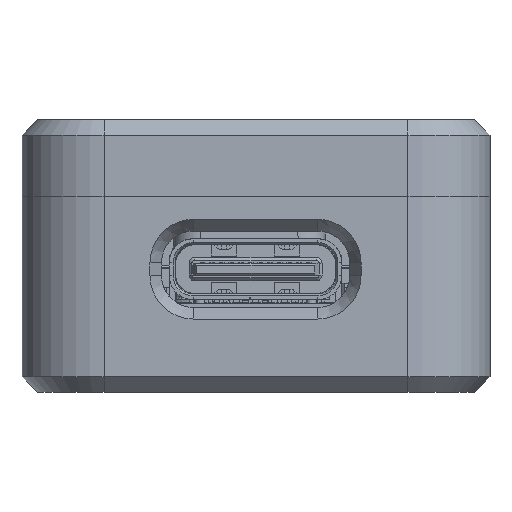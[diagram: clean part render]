
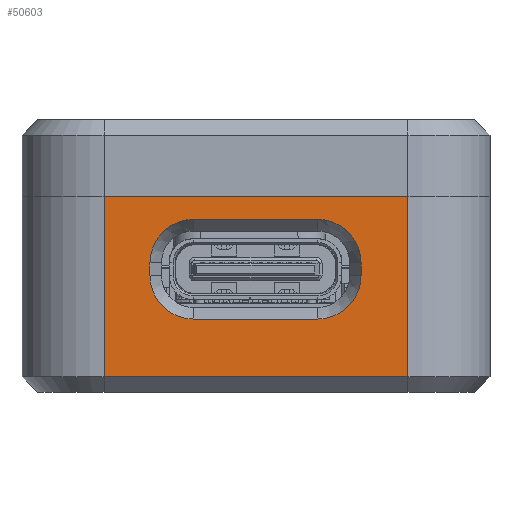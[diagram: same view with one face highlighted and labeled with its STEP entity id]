
A CAD part, front view. The second image highlights one B-rep face of the part: STEP entity #50603.
In plain terms, the highlighted planar face has unit normal (0, -1, 0).
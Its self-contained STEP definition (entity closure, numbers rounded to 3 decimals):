
#1240=CIRCLE('',#54895,2.25);
#1241=CIRCLE('',#54896,2.25);
#1242=CIRCLE('',#54897,2.25);
#1243=CIRCLE('',#54898,2.25);
#3532=FACE_BOUND('',#9248,.T.);
#6270=FACE_OUTER_BOUND('',#9247,.T.);
#9247=EDGE_LOOP('',(#45213,#45214,#45215,#45216));
#9248=EDGE_LOOP('',(#45217,#45218,#45219,#45220,#45221,#45222,#45223,#45224));
#14855=LINE('',#84224,#20541);
#14859=LINE('',#84236,#20545);
#14860=LINE('',#84238,#20546);
#14861=LINE('',#84239,#20547);
#14862=LINE('',#84242,#20548);
#14863=LINE('',#84246,#20549);
#14864=LINE('',#84250,#20550);
#14865=LINE('',#84254,#20551);
#20541=VECTOR('',#68270,10.);
#20545=VECTOR('',#68284,10.);
#20546=VECTOR('',#68285,10.);
#20547=VECTOR('',#68286,10.);
#20548=VECTOR('',#68287,10.);
#20549=VECTOR('',#68290,10.);
#20550=VECTOR('',#68293,10.);
#20551=VECTOR('',#68296,10.);
#24985=VERTEX_POINT('',#84214);
#24987=VERTEX_POINT('',#84220);
#24991=VERTEX_POINT('',#84235);
#24992=VERTEX_POINT('',#84237);
#24993=VERTEX_POINT('',#84240);
#24994=VERTEX_POINT('',#84241);
#24995=VERTEX_POINT('',#84243);
#24996=VERTEX_POINT('',#84245);
#24997=VERTEX_POINT('',#84247);
#24998=VERTEX_POINT('',#84249);
#24999=VERTEX_POINT('',#84251);
#25000=VERTEX_POINT('',#84253);
#31754=EDGE_CURVE('',#24985,#24987,#14855,.T.);
#31760=EDGE_CURVE('',#24985,#24991,#14859,.T.);
#31761=EDGE_CURVE('',#24991,#24992,#14860,.F.);
#31762=EDGE_CURVE('',#24987,#24992,#14861,.T.);
#31763=EDGE_CURVE('',#24993,#24994,#14862,.T.);
#31764=EDGE_CURVE('',#24995,#24993,#1240,.T.);
#31765=EDGE_CURVE('',#24996,#24995,#14863,.T.);
#31766=EDGE_CURVE('',#24997,#24996,#1241,.T.);
#31767=EDGE_CURVE('',#24998,#24997,#14864,.T.);
#31768=EDGE_CURVE('',#24999,#24998,#1242,.T.);
#31769=EDGE_CURVE('',#25000,#24999,#14865,.T.);
#31770=EDGE_CURVE('',#24994,#25000,#1243,.T.);
#45213=ORIENTED_EDGE('',*,*,#31754,.F.);
#45214=ORIENTED_EDGE('',*,*,#31760,.T.);
#45215=ORIENTED_EDGE('',*,*,#31761,.T.);
#45216=ORIENTED_EDGE('',*,*,#31762,.F.);
#45217=ORIENTED_EDGE('',*,*,#31763,.F.);
#45218=ORIENTED_EDGE('',*,*,#31764,.F.);
#45219=ORIENTED_EDGE('',*,*,#31765,.F.);
#45220=ORIENTED_EDGE('',*,*,#31766,.F.);
#45221=ORIENTED_EDGE('',*,*,#31767,.F.);
#45222=ORIENTED_EDGE('',*,*,#31768,.F.);
#45223=ORIENTED_EDGE('',*,*,#31769,.F.);
#45224=ORIENTED_EDGE('',*,*,#31770,.F.);
#47805=PLANE('',#54894);
#50603=ADVANCED_FACE('',(#6270,#3532),#47805,.T.);
#54894=AXIS2_PLACEMENT_3D('',#84234,#68282,#68283);
#54895=AXIS2_PLACEMENT_3D('',#84244,#68288,#68289);
#54896=AXIS2_PLACEMENT_3D('',#84248,#68291,#68292);
#54897=AXIS2_PLACEMENT_3D('',#84252,#68294,#68295);
#54898=AXIS2_PLACEMENT_3D('',#84255,#68297,#68298);
#68270=DIRECTION('',(-1.,0.,0.));
#68282=DIRECTION('center_axis',(0.,-1.,0.));
#68283=DIRECTION('ref_axis',(1.,0.,0.));
#68284=DIRECTION('',(0.,0.,1.));
#68285=DIRECTION('',(1.,0.,0.));
#68286=DIRECTION('',(0.,0.,1.));
#68287=DIRECTION('',(0.,0.,1.));
#68288=DIRECTION('center_axis',(0.,-1.,0.));
#68289=DIRECTION('ref_axis',(0.,0.,-1.));
#68290=DIRECTION('',(1.,0.,0.));
#68291=DIRECTION('center_axis',(0.,-1.,0.));
#68292=DIRECTION('ref_axis',(-1.,0.,0.));
#68293=DIRECTION('',(0.,0.,-1.));
#68294=DIRECTION('center_axis',(0.,-1.,0.));
#68295=DIRECTION('ref_axis',(0.,0.,1.));
#68296=DIRECTION('',(-1.,0.,0.));
#68297=DIRECTION('center_axis',(0.,-1.,0.));
#68298=DIRECTION('ref_axis',(1.,0.,0.));
#84214=CARTESIAN_POINT('',(7.875,-27.7,-1.2));
#84220=CARTESIAN_POINT('',(-7.875,-27.7,-1.2));
#84224=CARTESIAN_POINT('',(-3.938,-27.7,-1.2));
#84234=CARTESIAN_POINT('Origin',(-7.875,-27.7,0.));
#84235=CARTESIAN_POINT('',(7.875,-27.7,8.13));
#84236=CARTESIAN_POINT('',(7.875,-27.7,0.));
#84237=CARTESIAN_POINT('',(-7.875,-27.7,8.13));
#84238=CARTESIAN_POINT('',(-3.938,-27.7,8.13));
#84239=CARTESIAN_POINT('',(-7.875,-27.7,0.));
#84240=CARTESIAN_POINT('',(5.445,-27.7,4.05));
#84241=CARTESIAN_POINT('',(5.445,-27.7,4.71));
#84242=CARTESIAN_POINT('',(5.445,-27.7,2.355));
#84243=CARTESIAN_POINT('',(3.195,-27.7,1.8));
#84244=CARTESIAN_POINT('Origin',(3.195,-27.7,4.05));
#84245=CARTESIAN_POINT('',(-3.245,-27.7,1.8));
#84246=CARTESIAN_POINT('',(-2.34,-27.7,1.8));
#84247=CARTESIAN_POINT('',(-5.495,-27.7,4.05));
#84248=CARTESIAN_POINT('Origin',(-3.245,-27.7,4.05));
#84249=CARTESIAN_POINT('',(-5.495,-27.7,4.71));
#84250=CARTESIAN_POINT('',(-5.495,-27.7,2.025));
#84251=CARTESIAN_POINT('',(-3.245,-27.7,6.96));
#84252=CARTESIAN_POINT('Origin',(-3.245,-27.7,4.71));
#84253=CARTESIAN_POINT('',(3.195,-27.7,6.96));
#84254=CARTESIAN_POINT('',(-5.56,-27.7,6.96));
#84255=CARTESIAN_POINT('Origin',(3.195,-27.7,4.71));
